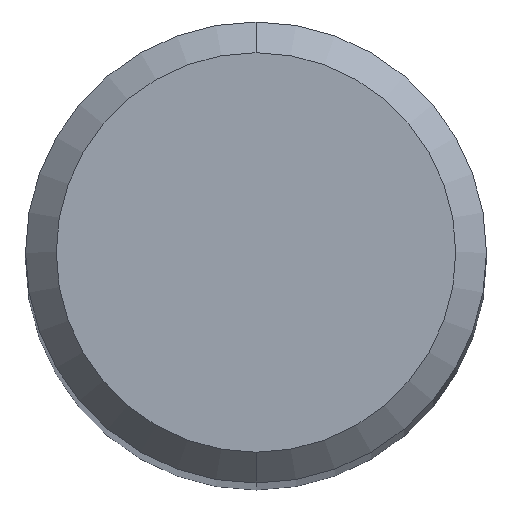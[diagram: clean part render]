
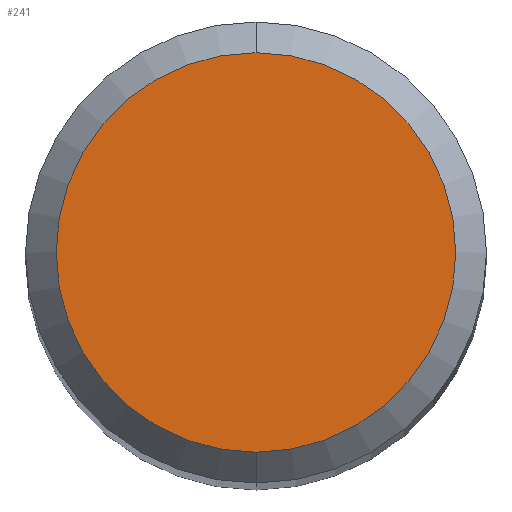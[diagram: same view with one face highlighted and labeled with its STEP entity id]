
A CAD part, top view. The second image highlights one B-rep face of the part: STEP entity #241.
In plain terms, the highlighted planar face has unit normal (0, 0, 1).
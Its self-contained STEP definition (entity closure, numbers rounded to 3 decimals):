
#179=EDGE_CURVE('',#281,#309,#439,.T.);
#241=ADVANCED_FACE('',(#509),#510,.T.);
#281=VERTEX_POINT('',#554);
#309=VERTEX_POINT('',#586);
#385=EDGE_CURVE('',#309,#281,#671,.T.);
#439=CIRCLE('',#723,1.95);
#509=FACE_OUTER_BOUND('',#814,.T.);
#510=PLANE('',#815);
#554=CARTESIAN_POINT('',(0.0,1.95,0.0));
#586=CARTESIAN_POINT('',(0.,-1.95,0.0));
#671=CIRCLE('',#1029,1.95);
#723=AXIS2_PLACEMENT_3D('',#1073,#1074,#1075);
#814=EDGE_LOOP('',(#1177,#1178));
#815=AXIS2_PLACEMENT_3D('',#1179,#1180,#1181);
#1029=AXIS2_PLACEMENT_3D('',#1374,#1375,#1376);
#1073=CARTESIAN_POINT('',(0.0,0.0,0.0));
#1074=DIRECTION('',(0.0,0.0,-1.0));
#1075=DIRECTION('',(0.0,1.0,0.0));
#1177=ORIENTED_EDGE('',*,*,#179,.F.);
#1178=ORIENTED_EDGE('',*,*,#385,.F.);
#1179=CARTESIAN_POINT('',(0.0,0.975,0.0));
#1180=DIRECTION('',(-0.0,0.0,1.0));
#1181=DIRECTION('',(0.0,-1.0,0.0));
#1374=CARTESIAN_POINT('',(0.0,0.0,0.0));
#1375=DIRECTION('',(0.0,0.0,-1.0));
#1376=DIRECTION('',(0.0,1.0,0.0));
